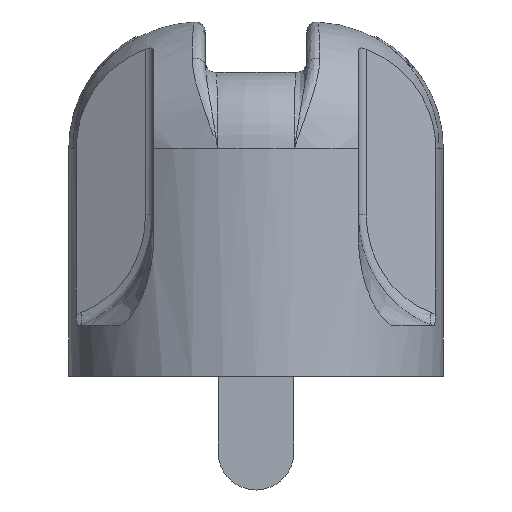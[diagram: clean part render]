
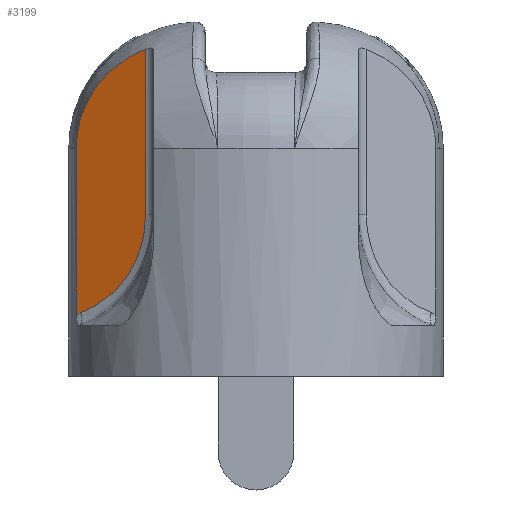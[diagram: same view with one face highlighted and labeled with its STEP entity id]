
A CAD part, left-side view. The second image highlights one B-rep face of the part: STEP entity #3199.
In plain terms, the highlighted planar face has unit normal (-0.906, 0.423, 0).
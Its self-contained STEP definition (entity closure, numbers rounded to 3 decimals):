
#39=PLANE('',#3452);
#231=FACE_OUTER_BOUND('',#426,.T.);
#426=EDGE_LOOP('',(#2525,#2526,#2527,#2528,#2529));
#792=B_SPLINE_CURVE_WITH_KNOTS('',3,(#8194,#8195,#8196,#8197,#8198,#8199,
#8200,#8201,#8202,#8203,#8204,#8205,#8206,#8207),.UNSPECIFIED.,.F.,.F.,
(4,2,2,2,2,2,4),(0.741,0.857,0.981,
1.056,1.131,1.233,1.238),
 .UNSPECIFIED.);
#795=B_SPLINE_CURVE_WITH_KNOTS('',3,(#8332,#8333,#8334,#8335,#8336),
 .UNSPECIFIED.,.F.,.F.,(4,1,4),(-0.513,-0.22,0.),
 .UNSPECIFIED.);
#798=B_SPLINE_CURVE_WITH_KNOTS('',3,(#8398,#8399,#8400,#8401),
 .UNSPECIFIED.,.F.,.F.,(4,4),(-0.439,-0.419),
 .UNSPECIFIED.);
#942=LINE('',#8345,#1111);
#944=LINE('',#8403,#1113);
#1111=VECTOR('',#3960,10.);
#1113=VECTOR('',#3966,10.);
#1369=VERTEX_POINT('',#8191);
#1370=VERTEX_POINT('',#8193);
#1382=VERTEX_POINT('',#8329);
#1383=VERTEX_POINT('',#8331);
#1386=VERTEX_POINT('',#8378);
#1759=EDGE_CURVE('',#1369,#1370,#792,.T.);
#1790=EDGE_CURVE('',#1382,#1383,#795,.T.);
#1793=EDGE_CURVE('',#1370,#1382,#942,.T.);
#1797=EDGE_CURVE('',#1383,#1386,#798,.T.);
#1798=EDGE_CURVE('',#1386,#1369,#944,.T.);
#2525=ORIENTED_EDGE('',*,*,#1797,.F.);
#2526=ORIENTED_EDGE('',*,*,#1790,.F.);
#2527=ORIENTED_EDGE('',*,*,#1793,.F.);
#2528=ORIENTED_EDGE('',*,*,#1759,.F.);
#2529=ORIENTED_EDGE('',*,*,#1798,.F.);
#3199=ADVANCED_FACE('',(#231),#39,.T.);
#3452=AXIS2_PLACEMENT_3D('',#8402,#3964,#3965);
#3960=DIRECTION('',(0.,0.,-1.));
#3964=DIRECTION('center_axis',(-0.906,0.423,0.));
#3965=DIRECTION('ref_axis',(-0.423,-0.906,0.));
#3966=DIRECTION('',(0.,0.,1.));
#8191=CARTESIAN_POINT('',(-2.071,7.104,9.));
#8193=CARTESIAN_POINT('',(-3.349,4.364,12.922));
#8194=CARTESIAN_POINT('Ctrl Pts',(-2.071,7.104,9.));
#8195=CARTESIAN_POINT('Ctrl Pts',(-2.071,7.104,9.387));
#8196=CARTESIAN_POINT('Ctrl Pts',(-2.104,7.035,9.845));
#8197=CARTESIAN_POINT('Ctrl Pts',(-2.212,6.803,10.604));
#8198=CARTESIAN_POINT('Ctrl Pts',(-2.312,6.588,11.041));
#8199=CARTESIAN_POINT('Ctrl Pts',(-2.484,6.22,11.566));
#8200=CARTESIAN_POINT('Ctrl Pts',(-2.562,6.052,11.768));
#8201=CARTESIAN_POINT('Ctrl Pts',(-2.734,5.683,12.131));
#8202=CARTESIAN_POINT('Ctrl Pts',(-2.828,5.482,12.294));
#8203=CARTESIAN_POINT('Ctrl Pts',(-3.039,5.029,12.607));
#8204=CARTESIAN_POINT('Ctrl Pts',(-3.194,4.696,12.785));
#8205=CARTESIAN_POINT('Ctrl Pts',(-3.336,4.393,12.91));
#8206=CARTESIAN_POINT('Ctrl Pts',(-3.342,4.378,12.916));
#8207=CARTESIAN_POINT('Ctrl Pts',(-3.349,4.364,12.922));
#8329=CARTESIAN_POINT('',(-3.349,4.364,6.37));
#8331=CARTESIAN_POINT('',(-2.149,6.938,2.501));
#8332=CARTESIAN_POINT('Ctrl Pts',(-3.349,4.364,6.37));
#8333=CARTESIAN_POINT('Ctrl Pts',(-3.349,4.364,5.393));
#8334=CARTESIAN_POINT('Ctrl Pts',(-3.078,4.946,3.683));
#8335=CARTESIAN_POINT('Ctrl Pts',(-2.441,6.312,2.744));
#8336=CARTESIAN_POINT('Ctrl Pts',(-2.149,6.938,2.501));
#8345=CARTESIAN_POINT('',(-3.349,4.364,0.));
#8378=CARTESIAN_POINT('',(-2.071,7.104,2.411));
#8398=CARTESIAN_POINT('Ctrl Pts',(-2.149,6.938,2.501));
#8399=CARTESIAN_POINT('Ctrl Pts',(-2.122,6.996,2.478));
#8400=CARTESIAN_POINT('Ctrl Pts',(-2.095,7.053,2.449));
#8401=CARTESIAN_POINT('Ctrl Pts',(-2.071,7.104,2.411));
#8402=CARTESIAN_POINT('Origin',(-2.071,7.104,0.));
#8403=CARTESIAN_POINT('',(-2.071,7.104,0.));
